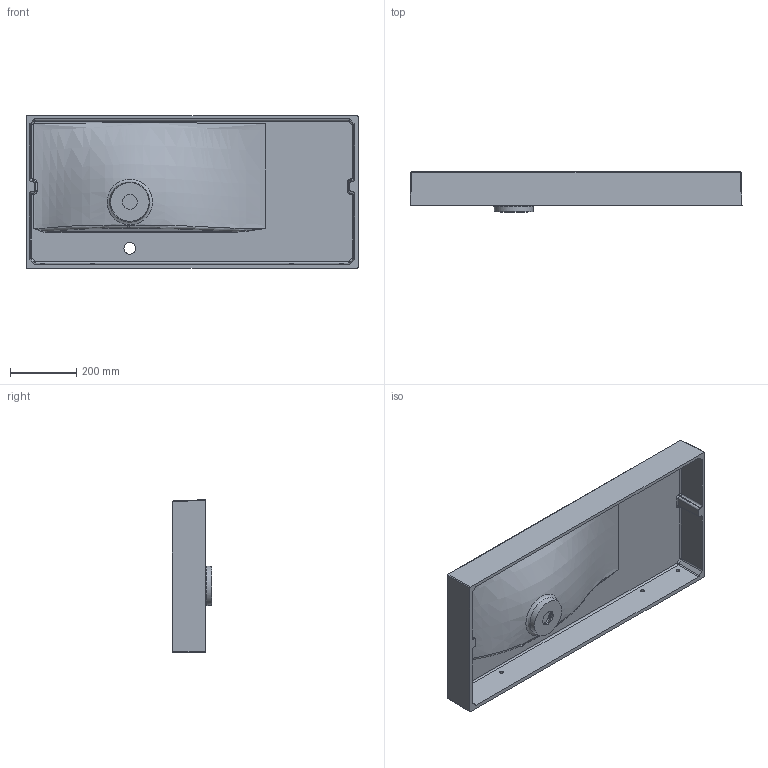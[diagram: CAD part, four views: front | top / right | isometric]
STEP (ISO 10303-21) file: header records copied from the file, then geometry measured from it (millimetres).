
FILE_DESCRIPTION (( 'STEP AP214' ), '1' );
FILE_NAME ('Viola 1000L.STEP', '2022-09-28T06:10:20', ( 'User Windows' ), ( '' ), 'SwSTEP 2.0', 'SolidWorks 2020', '' );
FILE_SCHEMA (( 'AUTOMOTIVE_DESIGN' ));
Length unit declared in the file: millimetre
Products named in the file (1): Viola 1000L
Bounding box: 1000 x 120 x 460.01 mm (x, y, z)
Volume: 8571547.5 mm3; surface area: 1540108.5 mm2
Topology: 2 solids, 2 shells, 203 faces, 491 edges, 285 vertices
Faces by surface type: bspline 90, cylinder 51, plane 34, torus 19, cone 5, sphere 4
Full cylindrical faces by diameter (mm): 10 x4, 35 x1, 45 x1, 82 x1
Entity records: 26626 total; most frequent: CARTESIAN_POINT 22747, ORIENTED_EDGE 936, DIRECTION 592, EDGE_CURVE 468, VERTEX_POINT 283, AXIS2_PLACEMENT_3D 245, EDGE_LOOP 229, FACE_OUTER_BOUND 212
